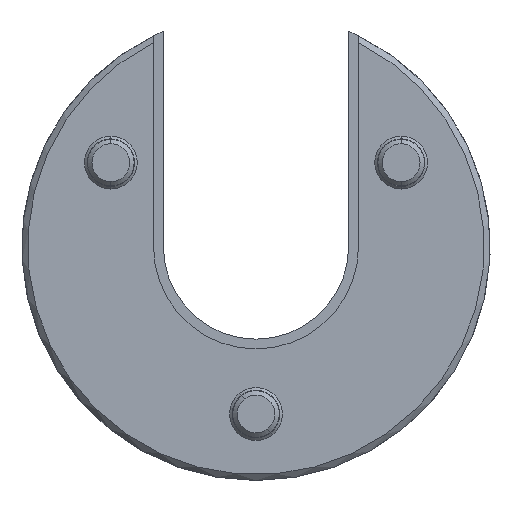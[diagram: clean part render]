
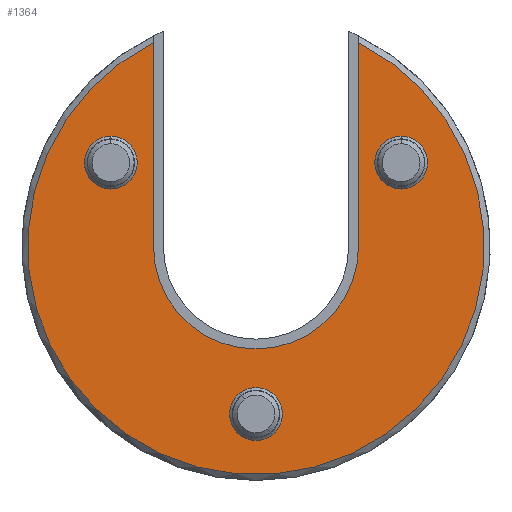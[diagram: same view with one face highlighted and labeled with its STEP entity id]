
A CAD part, front view. The second image highlights one B-rep face of the part: STEP entity #1364.
In plain terms, the highlighted planar face has unit normal (0, -1, 0).
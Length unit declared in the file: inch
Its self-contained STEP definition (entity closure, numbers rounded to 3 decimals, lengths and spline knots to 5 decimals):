
#27 = VERTEX_POINT ( 'NONE', #213 ) ;
#46 = ORIENTED_EDGE ( 'NONE', *, *, #909, .T. ) ;
#82 = DIRECTION ( 'NONE',  ( 0., 1., 0. ) ) ;
#85 = DIRECTION ( 'NONE',  ( 0., 0., 1. ) ) ;
#135 = CARTESIAN_POINT ( 'NONE',  ( 0.36806, 0., 0.2125 ) ) ;
#139 = CARTESIAN_POINT ( 'NONE',  ( 0., 0., -0.35807 ) ) ;
#149 = AXIS2_PLACEMENT_3D ( 'NONE', #613, #307, #1777 ) ;
#168 = AXIS2_PLACEMENT_3D ( 'NONE', #769, #1784, #907 ) ;
#170 = AXIS2_PLACEMENT_3D ( 'NONE', #135, #1149, #290 ) ;
#180 = CIRCLE ( 'NONE', #1187, 0.06693 ) ;
#194 = ORIENTED_EDGE ( 'NONE', *, *, #1202, .T. ) ;
#213 = CARTESIAN_POINT ( 'NONE',  ( 0., 0., -0.26 ) ) ;
#217 = CARTESIAN_POINT ( 'NONE',  ( 0., 0., -0.49193 ) ) ;
#227 = EDGE_LOOP ( 'NONE', ( #362, #46 ) ) ;
#257 = CIRCLE ( 'NONE', #170, 0.06693 ) ;
#278 = VERTEX_POINT ( 'NONE', #1005 ) ;
#285 = CIRCLE ( 'NONE', #407, 0.26 ) ;
#290 = DIRECTION ( 'NONE',  ( 0., 0., 1. ) ) ;
#307 = DIRECTION ( 'NONE',  ( 0., 1., 0. ) ) ;
#315 = VECTOR ( 'NONE', #537, 39.37008 ) ;
#325 = FACE_BOUND ( 'NONE', #867, .T. ) ;
#338 = FACE_OUTER_BOUND ( 'NONE', #1253, .T. ) ;
#349 = DIRECTION ( 'NONE',  ( 0., 1., 0. ) ) ;
#362 = ORIENTED_EDGE ( 'NONE', *, *, #616, .T. ) ;
#376 = DIRECTION ( 'NONE',  ( 0., -1., 0. ) ) ;
#407 = AXIS2_PLACEMENT_3D ( 'NONE', #877, #1895, #1034 ) ;
#437 = EDGE_CURVE ( 'NONE', #278, #27, #1258, .T. ) ;
#446 = VERTEX_POINT ( 'NONE', #655 ) ;
#457 = LINE ( 'NONE', #1400, #315 ) ;
#487 = CIRCLE ( 'NONE', #1776, 0.06693 ) ;
#488 = ORIENTED_EDGE ( 'NONE', *, *, #1434, .T. ) ;
#514 = DIRECTION ( 'NONE',  ( 0., 0., 1. ) ) ;
#536 = CIRCLE ( 'NONE', #168, 0.06693 ) ;
#537 = DIRECTION ( 'NONE',  ( 0., 0., -1. ) ) ;
#539 = VERTEX_POINT ( 'NONE', #1096 ) ;
#545 = EDGE_CURVE ( 'NONE', #1724, #1812, #487, .T. ) ;
#553 = CARTESIAN_POINT ( 'NONE',  ( 0.36806, 0., 0.14557 ) ) ;
#580 = VECTOR ( 'NONE', #514, 39.37008 ) ;
#587 = DIRECTION ( 'NONE',  ( 0., 1., 0. ) ) ;
#592 = CARTESIAN_POINT ( 'NONE',  ( -0.26, 0., 0. ) ) ;
#613 = CARTESIAN_POINT ( 'NONE',  ( 0., 0., 0. ) ) ;
#616 = EDGE_CURVE ( 'NONE', #1599, #446, #536, .T. ) ;
#634 = CARTESIAN_POINT ( 'NONE',  ( -0.36806, 0., 0.2125 ) ) ;
#655 = CARTESIAN_POINT ( 'NONE',  ( -0.36806, 0., 0.14557 ) ) ;
#725 = ORIENTED_EDGE ( 'NONE', *, *, #1842, .T. ) ;
#728 = FACE_BOUND ( 'NONE', #227, .T. ) ;
#760 = CIRCLE ( 'NONE', #1145, 0.06693 ) ;
#761 = PLANE ( 'NONE',  #149 ) ;
#769 = CARTESIAN_POINT ( 'NONE',  ( -0.36806, 0., 0.2125 ) ) ;
#778 = DIRECTION ( 'NONE',  ( 0., 0., 1. ) ) ;
#831 = ORIENTED_EDGE ( 'NONE', *, *, #1086, .T. ) ;
#867 = EDGE_LOOP ( 'NONE', ( #1089, #1315 ) ) ;
#874 = AXIS2_PLACEMENT_3D ( 'NONE', #1238, #376, #1391 ) ;
#877 = CARTESIAN_POINT ( 'NONE',  ( 0., 0., 0. ) ) ;
#907 = DIRECTION ( 'NONE',  ( 0., 0., 1. ) ) ;
#909 = EDGE_CURVE ( 'NONE', #446, #1599, #180, .T. ) ;
#970 = VERTEX_POINT ( 'NONE', #1852 ) ;
#976 = CARTESIAN_POINT ( 'NONE',  ( 0., 0., -0.425 ) ) ;
#977 = DIRECTION ( 'NONE',  ( 0., 1., 0. ) ) ;
#1005 = CARTESIAN_POINT ( 'NONE',  ( 0.26, 0., 0. ) ) ;
#1027 = VERTEX_POINT ( 'NONE', #553 ) ;
#1034 = DIRECTION ( 'NONE',  ( 0., 0., 1. ) ) ;
#1043 = EDGE_LOOP ( 'NONE', ( #1216, #725 ) ) ;
#1086 = EDGE_CURVE ( 'NONE', #1454, #539, #1626, .T. ) ;
#1089 = ORIENTED_EDGE ( 'NONE', *, *, #1675, .T. ) ;
#1092 = FACE_BOUND ( 'NONE', #1043, .T. ) ;
#1096 = CARTESIAN_POINT ( 'NONE',  ( -0.26, 0., 0.51706 ) ) ;
#1101 = DIRECTION ( 'NONE',  ( 0., 0., 1. ) ) ;
#1145 = AXIS2_PLACEMENT_3D ( 'NONE', #1839, #977, #85 ) ;
#1148 = ORIENTED_EDGE ( 'NONE', *, *, #1451, .T. ) ;
#1149 = DIRECTION ( 'NONE',  ( 0., 1., 0. ) ) ;
#1169 = ORIENTED_EDGE ( 'NONE', *, *, #437, .T. ) ;
#1187 = AXIS2_PLACEMENT_3D ( 'NONE', #634, #1628, #778 ) ;
#1202 = EDGE_CURVE ( 'NONE', #539, #970, #1585, .T. ) ;
#1213 = CARTESIAN_POINT ( 'NONE',  ( 0., 0., 0. ) ) ;
#1216 = ORIENTED_EDGE ( 'NONE', *, *, #545, .T. ) ;
#1238 = CARTESIAN_POINT ( 'NONE',  ( 0., 0., 0. ) ) ;
#1253 = EDGE_LOOP ( 'NONE', ( #831, #194, #1148, #1169, #488 ) ) ;
#1258 = CIRCLE ( 'NONE', #1568, 0.26 ) ;
#1293 = CARTESIAN_POINT ( 'NONE',  ( 0.36806, 0., 0.27943 ) ) ;
#1315 = ORIENTED_EDGE ( 'NONE', *, *, #1677, .T. ) ;
#1357 = DIRECTION ( 'NONE',  ( 0., 0., 1. ) ) ;
#1364 = ADVANCED_FACE ( 'NONE', ( #1092, #325, #728, #338 ), #761, .F. ) ;
#1373 = CARTESIAN_POINT ( 'NONE',  ( -0.26, 0., 0. ) ) ;
#1391 = DIRECTION ( 'NONE',  ( 0., 0., 1. ) ) ;
#1400 = CARTESIAN_POINT ( 'NONE',  ( 0.26, 0., 0.65614 ) ) ;
#1402 = CIRCLE ( 'NONE', #1670, 0.06693 ) ;
#1434 = EDGE_CURVE ( 'NONE', #27, #1454, #285, .T. ) ;
#1438 = CARTESIAN_POINT ( 'NONE',  ( 0.36806, 0., 0.2125 ) ) ;
#1451 = EDGE_CURVE ( 'NONE', #970, #278, #457, .T. ) ;
#1454 = VERTEX_POINT ( 'NONE', #592 ) ;
#1568 = AXIS2_PLACEMENT_3D ( 'NONE', #1213, #349, #1357 ) ;
#1585 = CIRCLE ( 'NONE', #874, 0.57875 ) ;
#1586 = DIRECTION ( 'NONE',  ( 0., 0., 1. ) ) ;
#1599 = VERTEX_POINT ( 'NONE', #1719 ) ;
#1626 = LINE ( 'NONE', #1373, #580 ) ;
#1628 = DIRECTION ( 'NONE',  ( 0., 1., 0. ) ) ;
#1670 = AXIS2_PLACEMENT_3D ( 'NONE', #1438, #587, #1586 ) ;
#1675 = EDGE_CURVE ( 'NONE', #1702, #1027, #257, .T. ) ;
#1677 = EDGE_CURVE ( 'NONE', #1027, #1702, #1402, .T. ) ;
#1702 = VERTEX_POINT ( 'NONE', #1293 ) ;
#1719 = CARTESIAN_POINT ( 'NONE',  ( -0.36806, 0., 0.27943 ) ) ;
#1724 = VERTEX_POINT ( 'NONE', #139 ) ;
#1776 = AXIS2_PLACEMENT_3D ( 'NONE', #976, #82, #1101 ) ;
#1777 = DIRECTION ( 'NONE',  ( 0., 0., 1. ) ) ;
#1784 = DIRECTION ( 'NONE',  ( 0., 1., 0. ) ) ;
#1812 = VERTEX_POINT ( 'NONE', #217 ) ;
#1839 = CARTESIAN_POINT ( 'NONE',  ( 0., 0., -0.425 ) ) ;
#1842 = EDGE_CURVE ( 'NONE', #1812, #1724, #760, .T. ) ;
#1852 = CARTESIAN_POINT ( 'NONE',  ( 0.26, 0., 0.51706 ) ) ;
#1895 = DIRECTION ( 'NONE',  ( 0., 1., 0. ) ) ;
